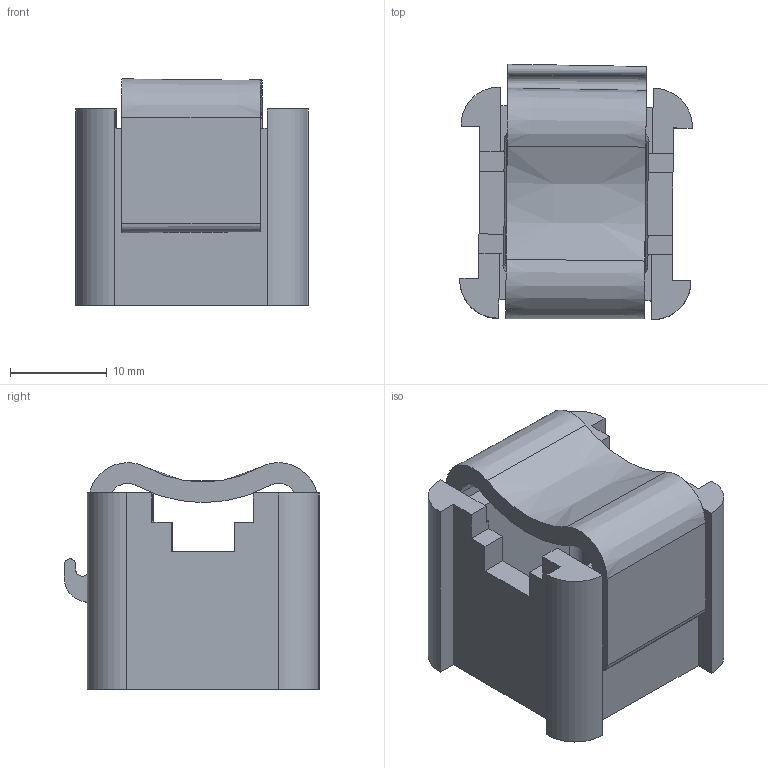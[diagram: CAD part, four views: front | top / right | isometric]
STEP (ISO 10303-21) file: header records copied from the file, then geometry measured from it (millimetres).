
FILE_DESCRIPTION(('Creo Elements/Direct Modeling STEP Export'),'2;1');
FILE_NAME('model.stp','2018-12-13T11:23:29',(''),(''),'Creo Elements/Direct Modeling STEP processor for AP214 (Solid Model)','Creo Elements/Direct Modeling 18.1I 14-Aug-2016 (C) Parametric Technology GmbH','');
FILE_SCHEMA(('AUTOMOTIVE_DESIGN { 1 0 10303 214 1 1 1 1 }'));
Length unit declared in the file: millimetre
Products named in the file (2): ab-sks-select
Assembly tree (1 placements, depth 2):
  ab-sks-select
    ab-sks-select
Bounding box: 24.03 x 26.42 x 23.44 mm (x, y, z)
Volume: 6216.2 mm3; surface area: 4823 mm2
Topology: 1 solids, 1 shells, 78 faces, 226 edges, 144 vertices
Faces by surface type: plane 48, cylinder 14, cone 12, sphere 4
Entity records: 3181 total; most frequent: ORIENTED_EDGE 444, CARTESIAN_POINT 442, DIRECTION 428, EDGE_CURVE 222, VECTOR 168, LINE 168, VERTEX_POINT 144, AXIS2_PLACEMENT_3D 130
